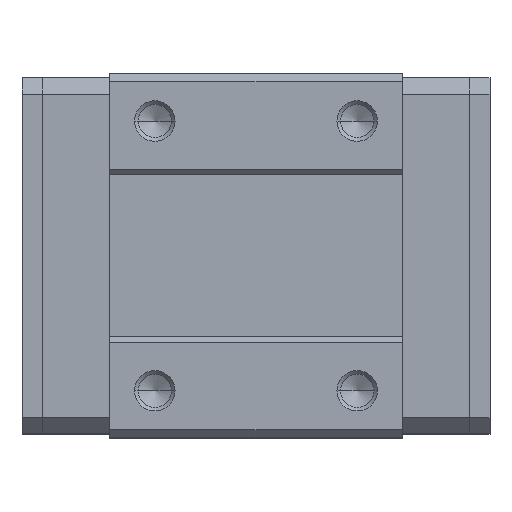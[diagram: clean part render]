
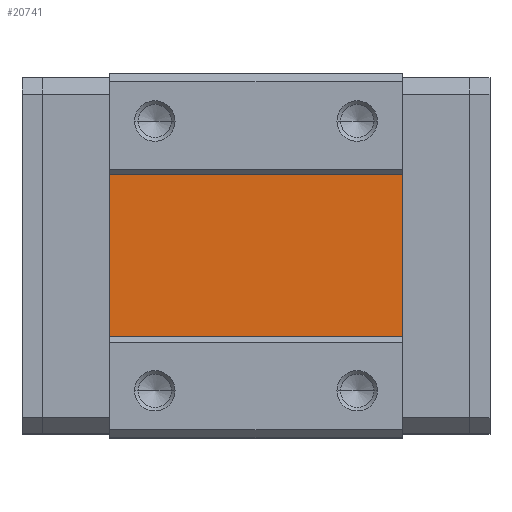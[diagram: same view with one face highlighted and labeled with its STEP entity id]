
A CAD part, top view. The second image highlights one B-rep face of the part: STEP entity #20741.
In plain terms, the highlighted planar face has unit normal (0, 0, 1).
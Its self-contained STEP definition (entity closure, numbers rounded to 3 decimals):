
#1809 = DIRECTION ( 'NONE',  ( 1., 0., 0. ) ) ;
#1931 = CARTESIAN_POINT ( 'NONE',  ( 6.5, -6., 9.6 ) ) ;
#2168 = ORIENTED_EDGE ( 'NONE', *, *, #15043, .T. ) ;
#2974 = VECTOR ( 'NONE', #11320, 1000. ) ;
#3419 = CARTESIAN_POINT ( 'NONE',  ( 6.5, 6., 9.6 ) ) ;
#3593 = VECTOR ( 'NONE', #1809, 1000. ) ;
#3784 = CARTESIAN_POINT ( 'NONE',  ( 28.2, 0., 9.6 ) ) ;
#3966 = LINE ( 'NONE', #1931, #3593 ) ;
#4884 = EDGE_CURVE ( 'NONE', #17522, #12848, #14637, .T. ) ;
#5681 = ORIENTED_EDGE ( 'NONE', *, *, #19857, .T. ) ;
#6133 = CARTESIAN_POINT ( 'NONE',  ( 6.5, 0., 9.6 ) ) ;
#7922 = DIRECTION ( 'NONE',  ( 0., 0., 1. ) ) ;
#8310 = LINE ( 'NONE', #3784, #23969 ) ;
#8472 = EDGE_CURVE ( 'NONE', #9422, #17522, #8310, .T. ) ;
#9422 = VERTEX_POINT ( 'NONE', #24786 ) ;
#9962 = FACE_OUTER_BOUND ( 'NONE', #20988, .T. ) ;
#10473 = ORIENTED_EDGE ( 'NONE', *, *, #4884, .T. ) ;
#10940 = AXIS2_PLACEMENT_3D ( 'NONE', #6133, #7922, #23438 ) ;
#11320 = DIRECTION ( 'NONE',  ( -1., 0., 0. ) ) ;
#11504 = ORIENTED_EDGE ( 'NONE', *, *, #8472, .T. ) ;
#11867 = CARTESIAN_POINT ( 'NONE',  ( 28.2, 6., 9.6 ) ) ;
#12111 = LINE ( 'NONE', #24881, #16860 ) ;
#12848 = VERTEX_POINT ( 'NONE', #21659 ) ;
#14637 = LINE ( 'NONE', #3419, #2974 ) ;
#15043 = EDGE_CURVE ( 'NONE', #12848, #19543, #12111, .T. ) ;
#15218 = DIRECTION ( 'NONE',  ( 0., -1., 0. ) ) ;
#15458 = CARTESIAN_POINT ( 'NONE',  ( 6.5, -6., 9.6 ) ) ;
#16860 = VECTOR ( 'NONE', #15218, 1000. ) ;
#17522 = VERTEX_POINT ( 'NONE', #11867 ) ;
#19374 = PLANE ( 'NONE',  #10940 ) ;
#19543 = VERTEX_POINT ( 'NONE', #15458 ) ;
#19857 = EDGE_CURVE ( 'NONE', #19543, #9422, #3966, .T. ) ;
#20741 = ADVANCED_FACE ( 'NONE', ( #9962 ), #19374, .T. ) ;
#20988 = EDGE_LOOP ( 'NONE', ( #2168, #5681, #11504, #10473 ) ) ;
#21217 = DIRECTION ( 'NONE',  ( 0., 1., 0. ) ) ;
#21659 = CARTESIAN_POINT ( 'NONE',  ( 6.5, 6., 9.6 ) ) ;
#23438 = DIRECTION ( 'NONE',  ( 1., 0., 0. ) ) ;
#23969 = VECTOR ( 'NONE', #21217, 1000. ) ;
#24786 = CARTESIAN_POINT ( 'NONE',  ( 28.2, -6., 9.6 ) ) ;
#24881 = CARTESIAN_POINT ( 'NONE',  ( 6.5, 0., 9.6 ) ) ;
